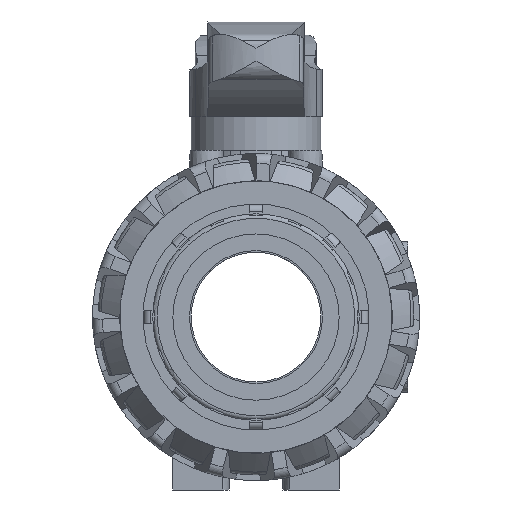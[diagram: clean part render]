
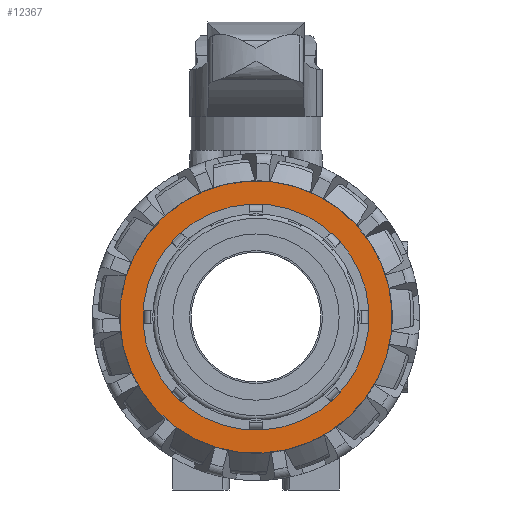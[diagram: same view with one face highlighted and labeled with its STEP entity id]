
A CAD part, left-side view. The second image highlights one B-rep face of the part: STEP entity #12367.
In plain terms, the highlighted face is planar.
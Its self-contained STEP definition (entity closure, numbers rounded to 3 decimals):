
#671=FACE_BOUND('',#2637,.T.);
#1198=CIRCLE('',#13583,34.);
#1222=CIRCLE('',#13644,40.95);
#1900=FACE_OUTER_BOUND('',#2636,.T.);
#2636=EDGE_LOOP('',(#10523));
#2637=EDGE_LOOP('',(#10524));
#5455=VERTEX_POINT('',#22789);
#5472=VERTEX_POINT('',#22916);
#7137=EDGE_CURVE('',#5455,#5455,#1198,.T.);
#7204=EDGE_CURVE('',#5472,#5472,#1222,.T.);
#10523=ORIENTED_EDGE('',*,*,#7204,.T.);
#10524=ORIENTED_EDGE('',*,*,#7137,.T.);
#11748=PLANE('',#13677);
#12367=ADVANCED_FACE('',(#1900,#671),#11748,.T.);
#13583=AXIS2_PLACEMENT_3D('',#22790,#16708,#16709);
#13644=AXIS2_PLACEMENT_3D('',#22917,#16858,#16859);
#13677=AXIS2_PLACEMENT_3D('',#22954,#16925,#16926);
#16708=DIRECTION('center_axis',(0.,0.,-1.));
#16709=DIRECTION('ref_axis',(-1.,0.,0.));
#16858=DIRECTION('center_axis',(0.,0.,1.));
#16859=DIRECTION('ref_axis',(1.,0.,0.));
#16925=DIRECTION('center_axis',(0.,0.,1.));
#16926=DIRECTION('ref_axis',(1.,0.,0.));
#22789=CARTESIAN_POINT('',(34.,0.,40.8));
#22790=CARTESIAN_POINT('Origin',(0.,0.,40.8));
#22916=CARTESIAN_POINT('',(0.,-40.95,40.8));
#22917=CARTESIAN_POINT('Origin',(0.,0.,40.8));
#22954=CARTESIAN_POINT('Origin',(0.,0.,40.8));
